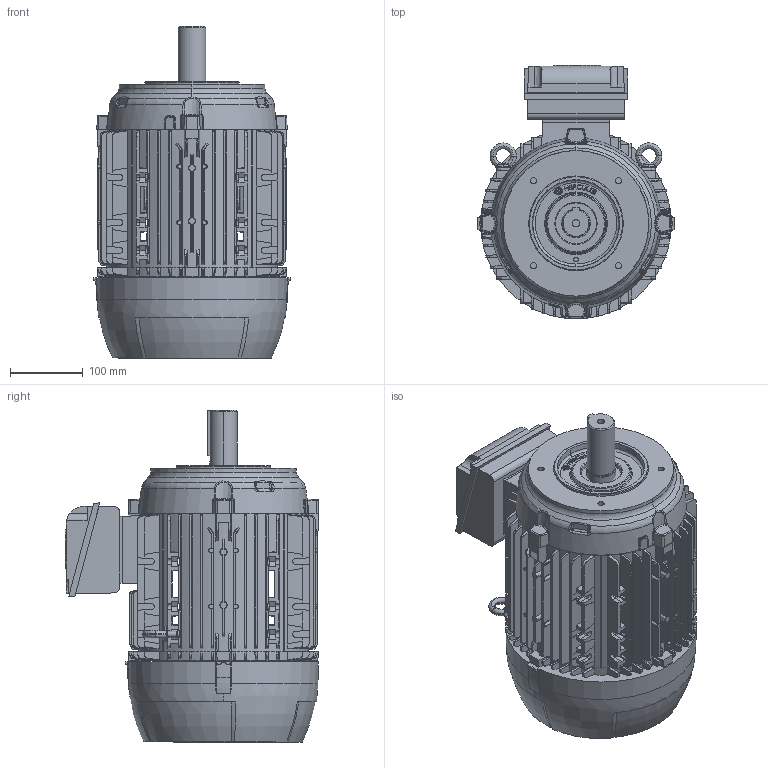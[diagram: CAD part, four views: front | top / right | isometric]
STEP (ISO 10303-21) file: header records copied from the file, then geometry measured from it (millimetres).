
FILE_DESCRIPTION (( 'STEP AP203' ), '1' );
FILE_NAME ('132S_SP_DI_TOP.STEP', '2022-07-27T12:04:56', ( '' ), ( '' ), 'SwSTEP 2.0', 'SolidWorks 2020', '' );
FILE_SCHEMA (( 'CONFIG_CONTROL_DESIGN' ));
Products named in the file (1): 132S_SP_DI_TOP
Bounding box: 269.8 x 347.84 x 456 mm (x, y, z)
Surface area: 818595 mm2 (no closed solid volume)
Topology: 0 solids, 16 shells, 2204 faces, 6404 edges, 4232 vertices
Faces by surface type: plane 1320, cone 358, bspline 270, cylinder 169, torus 80, sphere 7
Entity records: 84278 total; most frequent: CARTESIAN_POINT 30790, ORIENTED_EDGE 11967, DIRECTION 9462, EDGE_CURVE 6404, VERTEX_POINT 4232, LINE 3318, VECTOR 3318, AXIS2_PLACEMENT_3D 3072
